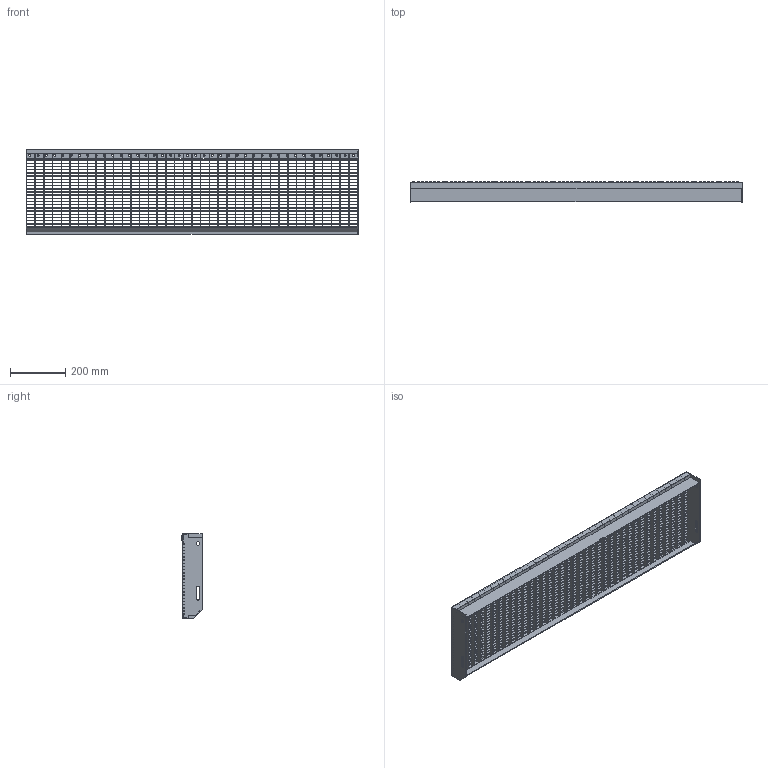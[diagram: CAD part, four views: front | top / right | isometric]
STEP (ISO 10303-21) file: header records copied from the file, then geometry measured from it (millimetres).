
FILE_DESCRIPTION (( 'STEP AP203' ), '1' );
FILE_NAME ('40.1203031.7.step', '2015-10-04T07:12:28', ( '' ), ( '' ), 'SwSTEP 2.0', 'SolidWorks 2015', '' );
FILE_SCHEMA (( 'CONFIG_CONTROL_DESIGN' ));
Length unit declared in the file: millimetre
Products named in the file (1): 40.1203031.7
Bounding box: 1200 x 72.67 x 305 mm (x, y, z)
Volume: 1252655 mm3; surface area: 1567052.9 mm2
Topology: 52 solids, 52 shells, 1154 faces, 2855 edges, 1886 vertices
Faces by surface type: plane 734, cylinder 168, cone 158, bspline 94
Entity records: 39810 total; most frequent: CARTESIAN_POINT 11974, ORIENTED_EDGE 5710, DIRECTION 5457, EDGE_CURVE 2855, LINE 1999, VECTOR 1999, VERTEX_POINT 1886, AXIS2_PLACEMENT_3D 1729
